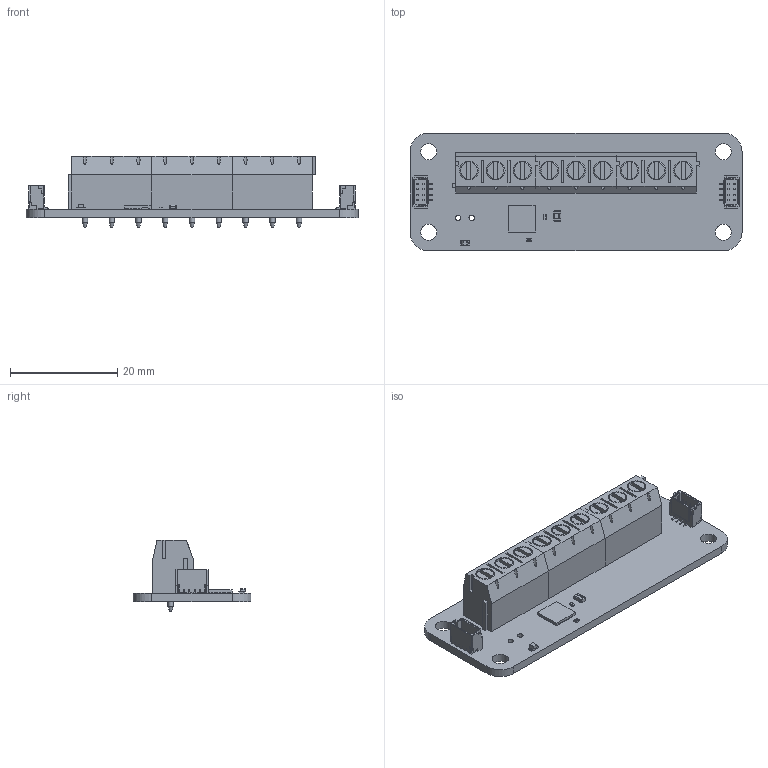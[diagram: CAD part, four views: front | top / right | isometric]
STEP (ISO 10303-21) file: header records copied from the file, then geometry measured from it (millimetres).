
FILE_DESCRIPTION(('Open CASCADE Model'),'2;1');
FILE_NAME('Open CASCADE Shape Model','2025-04-08T08:49:14',('Author'),( 'Open CASCADE'),'Open CASCADE STEP processor 7.5','Open CASCADE 7.5' ,'Unknown');
FILE_SCHEMA(('AUTOMOTIVE_DESIGN { 1 0 10303 214 1 1 1 1 }'));
Length unit declared in the file: millimetre
Products named in the file (36): PCB; Board; Open CASCADE STEP translator 7.5 7.1.1; STAT1; 0603 LED Green; Solid1; Solid4; X1; 691102710003; 6911027100xx_CAGE; 6911027100xx_PIN; 6911027100xx_VIS; 691502710003; U; DUELink-U-Connector-BM04B-SRSS-TB; D; DUELink-Connector-BM04B-SRSS-TB; X2; X3; R4; User Library-R SMD 0402; User Library-R SMD 0402_0402 BODY; User Library-R SMD 0402_0402 PAD; User Library-R SMD 0402_0402 OPIS; C2; 0805 SMD Capacitor; C1; C0402; Free-Models; STM32-QFN32
Assembly tree (44 placements, depth 4):
  PCB
    Board
      Open CASCADE STEP translator 7.5 7.1.1
    STAT1
      0603 LED Green
        Solid1
        Solid4
        Solid1
        Solid1
        Solid4
        Solid1
        Solid1
        Solid1
    X1
      691102710003
        6911027100xx_CAGE  x3
        6911027100xx_PIN  x3
        6911027100xx_VIS  x3
        691502710003
    U
      DUELink-U-Connector-BM04B-SRSS-TB
    D
      DUELink-Connector-BM04B-SRSS-TB
    X2
      691102710003
        6911027100xx_CAGE  x3
        6911027100xx_PIN  x3
        6911027100xx_VIS  x3
        691502710003
    X3
      691102710003
        6911027100xx_CAGE  x3
        6911027100xx_PIN  x3
        6911027100xx_VIS  x3
        691502710003
    R4
      User Library-R SMD 0402
        User Library-R SMD 0402_0402 BODY
        User Library-R SMD 0402_0402 PAD  x2
        User Library-R SMD 0402_0402 OPIS
    C2
      0805 SMD Capacitor
    C1
      C0402
    Free-Models
      STM32-QFN32
Bounding box: 62 x 22 x 13.4 mm (x, y, z)
Volume: 4571.1 mm3; surface area: 9474.2 mm2
Topology: 109 solids, 109 shells, 2148 faces, 6835 edges, 6364 vertices
Faces by surface type: plane 1565, cylinder 420, bspline 84, cone 36, torus 27, sphere 8, revolution 8
Full cylindrical faces by diameter (mm): 0.6 x9, 1 x9, 1.016 x2, 1.3 x9, 2 x9, 2.5 x9, 2.75 x9, 3 x13, 3.5 x18
Entity records: 63183 total; most frequent: CARTESIAN_POINT 16007, DIRECTION 8094, ORIENTED_EDGE 7006, LINE 4162, VECTOR 4162, EDGE_CURVE 3503, VERTEX_POINT 2280, AXIS2_PLACEMENT_3D 1962
